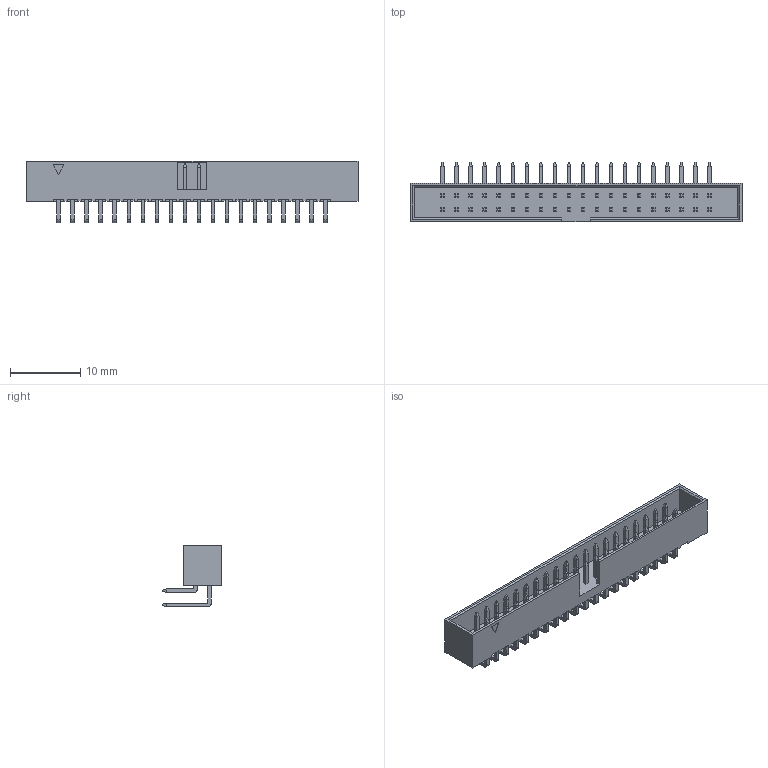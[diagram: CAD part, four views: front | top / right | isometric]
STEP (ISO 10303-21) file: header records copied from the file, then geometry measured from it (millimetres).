
FILE_DESCRIPTION(/* description */ ('Unknown'),/* implementation_level */ '2;1');
FILE_NAME(/* name */ '62504021721',/* time_stamp */ '2018-10-31T13:32:58+01:00',/* author */ ('Unknown'),/* organization */ ('Unknown'),/* preprocessor_version */ 'ST-DEVELOPER v16.7',/* originating_system */ 'DEX',/* authorisation */ $);
FILE_SCHEMA (('AUTOMOTIVE_DESIGN {1 0 10303 214 3 1 1}'));
Length unit declared in the file: millimetre
Products named in the file (4): 6250xx21721; 62504021621; 6250xx21721_PIN; 6250xx21721_PIN_LONG
Assembly tree (41 placements, depth 2):
  6250xx21721
    62504021621
    6250xx21721_PIN  x20
    6250xx21721_PIN_LONG  x20
Bounding box: 47.25 x 8.5 x 8.7 mm (x, y, z)
Volume: 723.2 mm3; surface area: 2640.2 mm2
Topology: 41 solids, 41 shells, 1103 faces, 2736 edges, 1716 vertices
Faces by surface type: plane 1063, cylinder 40
Entity records: 15314 total; most frequent: CARTESIAN_POINT 2709, ORIENTED_EDGE 2660, DIRECTION 2332, EDGE_CURVE 1330, LINE 1326, VECTOR 1326, VERTEX_POINT 880, EDGE_LOOP 538
